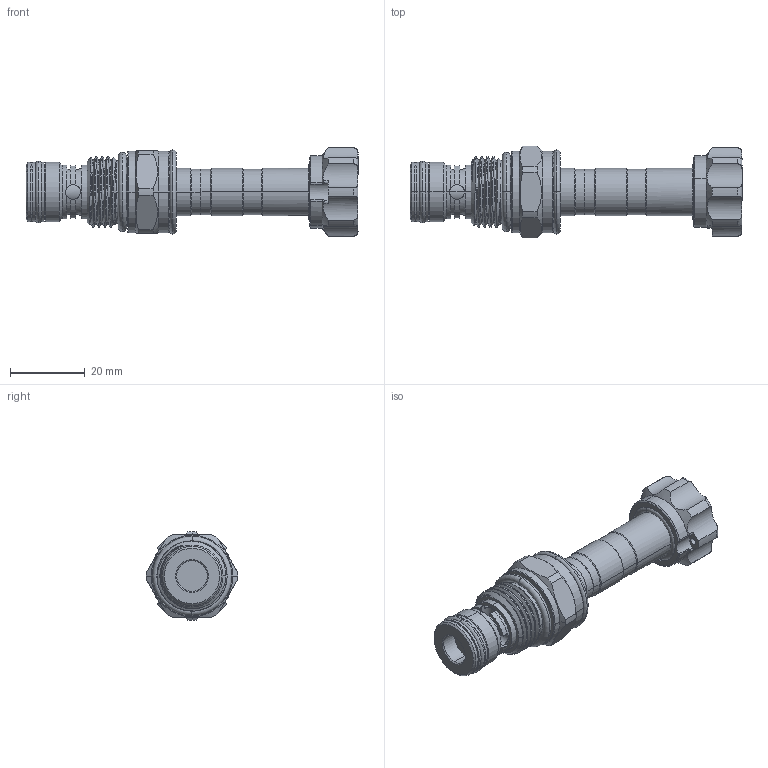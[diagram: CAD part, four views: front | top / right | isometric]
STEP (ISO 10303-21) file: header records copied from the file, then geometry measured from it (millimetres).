
FILE_DESCRIPTION (( 'STEP AP203' ), '1' );
FILE_NAME ('EP19E2A51N04.STEP', '2020-03-31T03:43:34', ( '' ), ( '' ), 'SwSTEP 2.0', 'SolidWorks 2018', '' );
FILE_SCHEMA (( 'CONFIG_CONTROL_DESIGN' ));
Length unit declared in the file: millimetre
Products named in the file (1): EP19E2A51N04
Bounding box: 89.13 x 24.65 x 23.79 mm (x, y, z)
Volume: 19333.5 mm3; surface area: 8321.9 mm2
Topology: 5 solids, 5 shells, 224 faces, 549 edges, 342 vertices
Faces by surface type: cylinder 108, torus 40, plane 37, cone 34, bspline 5
Entity records: 8964 total; most frequent: CARTESIAN_POINT 3666, DIRECTION 1123, ORIENTED_EDGE 1098, EDGE_CURVE 549, AXIS2_PLACEMENT_3D 482, VERTEX_POINT 342, CIRCLE 262, EDGE_LOOP 241
